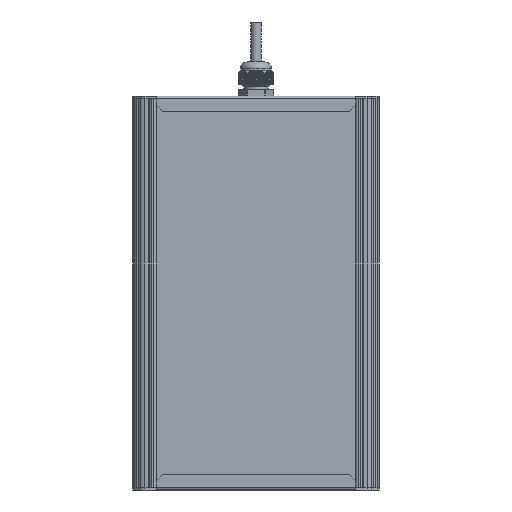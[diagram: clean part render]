
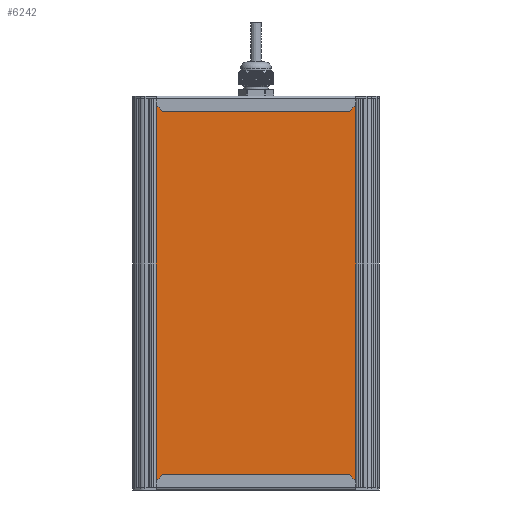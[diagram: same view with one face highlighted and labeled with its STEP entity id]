
A CAD part, front view. The second image highlights one B-rep face of the part: STEP entity #6242.
In plain terms, the highlighted face is planar.
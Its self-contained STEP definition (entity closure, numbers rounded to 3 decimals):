
#6242=ADVANCED_FACE('',(#15855),#15857,.T.);
#15855=FACE_BOUND('',#15856,.T.);
#15856=EDGE_LOOP('',(#42812,#42813,#42814,#42815));
#15857=PLANE('',#15858);
#15858=AXIS2_PLACEMENT_3D('',#15859,#15860,#15861);
#15859=CARTESIAN_POINT('',(2111.497,401.002,-34.582));
#15860=DIRECTION('',(0.,0.,-1.));
#15861=DIRECTION('',(0.,1.,0.));
#42812=ORIENTED_EDGE('',*,*,#49552,.F.);
#42813=ORIENTED_EDGE('',*,*,#49551,.T.);
#42814=ORIENTED_EDGE('',*,*,#49553,.F.);
#42815=ORIENTED_EDGE('',*,*,#49554,.F.);
#49551=EDGE_CURVE('',#55477,#55481,#55483,.T.);
#49552=EDGE_CURVE('',#55477,#55484,#55485,.T.);
#49553=EDGE_CURVE('',#55486,#55481,#55487,.T.);
#49554=EDGE_CURVE('',#55484,#55486,#55488,.T.);
#55477=VERTEX_POINT('',#83506);
#55481=VERTEX_POINT('',#83514);
#55483=LINE('',#83518,#83519);
#55484=VERTEX_POINT('',#83521);
#55485=LINE('',#83522,#83523);
#55486=VERTEX_POINT('',#83525);
#55487=LINE('',#83526,#83527);
#55488=LINE('',#83529,#83530);
#83506=CARTESIAN_POINT('',(2111.497,565.13,-34.582));
#83514=CARTESIAN_POINT('',(2407.497,565.13,-34.582));
#83518=CARTESIAN_POINT('',(2111.497,565.13,-34.582));
#83519=VECTOR('',#83520,1.);
#83520=DIRECTION('',(1.,0.,0.));
#83521=CARTESIAN_POINT('',(2111.497,401.002,-34.582));
#83522=CARTESIAN_POINT('',(2111.497,565.13,-34.582));
#83523=VECTOR('',#83524,1.);
#83524=DIRECTION('',(0.,-1.,0.));
#83525=CARTESIAN_POINT('',(2407.497,401.002,-34.582));
#83526=CARTESIAN_POINT('',(2407.497,401.002,-34.582));
#83527=VECTOR('',#83528,1.);
#83528=DIRECTION('',(0.,1.,0.));
#83529=CARTESIAN_POINT('',(2111.497,401.002,-34.582));
#83530=VECTOR('',#83531,1.);
#83531=DIRECTION('',(1.,0.,0.));
